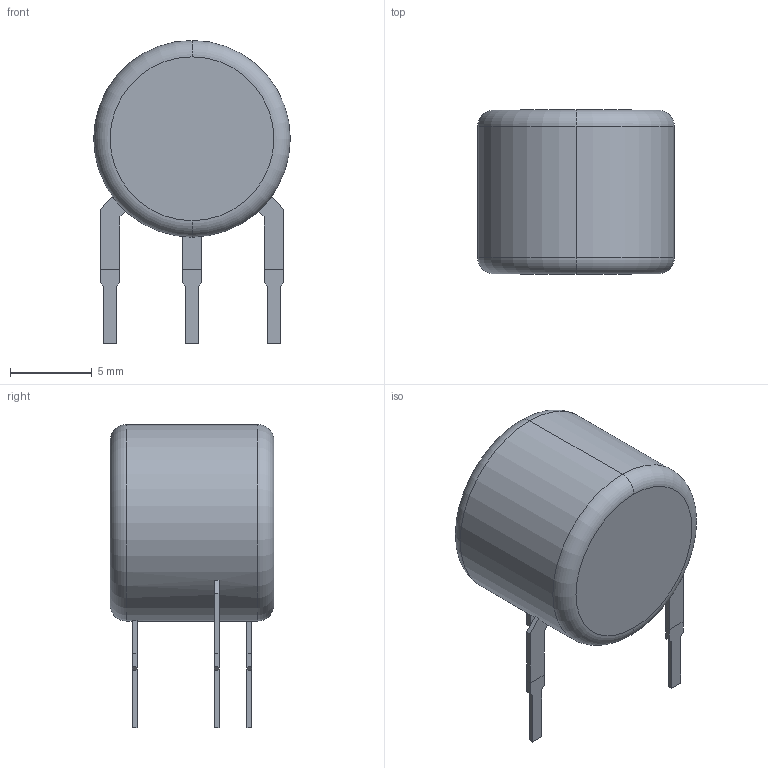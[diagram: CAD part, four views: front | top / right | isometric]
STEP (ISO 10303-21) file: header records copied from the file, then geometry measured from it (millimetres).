
FILE_DESCRIPTION (( 'STEP AP214' ), '1' );
FILE_NAME ('RES-TH_WMZY1-211.step', '2022-07-28T10:26:13', ( '' ), ( '' ), 'SwSTEP 2.0', 'SolidWorks 2020', '' );
FILE_SCHEMA (( 'AUTOMOTIVE_DESIGN' ));
Length unit declared in the file: millimetre
Products named in the file (1): RES-TH_WMZY1-211
Bounding box: 12 x 10 x 18.5 mm (x, y, z)
Volume: 1122.7 mm3; surface area: 635.2 mm2
Topology: 4 solids, 4 shells, 281 faces, 752 edges, 500 vertices
Faces by surface type: plane 177, bspline 98, torus 4, cylinder 2
Entity records: 12358 total; most frequent: CARTESIAN_POINT 2840, ORIENTED_EDGE 1504, DIRECTION 940, EDGE_CURVE 752, LINE 532, VECTOR 532, VERTEX_POINT 500, EDGE_LOOP 302
